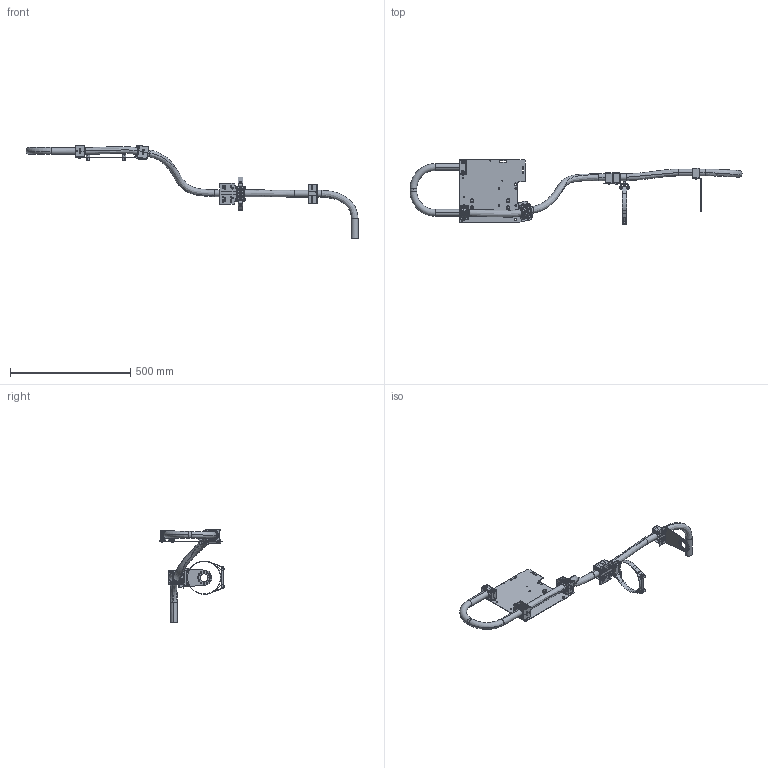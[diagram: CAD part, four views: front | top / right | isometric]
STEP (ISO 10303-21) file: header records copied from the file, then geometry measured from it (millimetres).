
FILE_DESCRIPTION (( 'STEP AP214' ), '1' );
FILE_NAME ('P2313.STEP', '2023-10-31T11:17:11', ( '' ), ( '' ), 'SwSTEP 2.0', 'SolidWorks 2021', '' );
FILE_SCHEMA (( 'AUTOMOTIVE_DESIGN' ));
Length unit declared in the file: millimetre
Products named in the file (1): P2313
Bounding box: 1380.42 x 268.7 x 390.08 mm (x, y, z)
Volume: 920821 mm3; surface area: 692374.2 mm2
Topology: 48 solids, 49 shells, 3184 faces, 8258 edges, 5190 vertices
Faces by surface type: cylinder 1199, plane 1069, bspline 486, torus 256, cone 122, sphere 52
Entity records: 152947 total; most frequent: CARTESIAN_POINT 41917, ORIENTED_EDGE 16316, DIRECTION 15280, EDGE_CURVE 8158, AXIS2_PLACEMENT_3D 5823, VERTEX_POINT 5190, LINE 3634, VECTOR 3634
